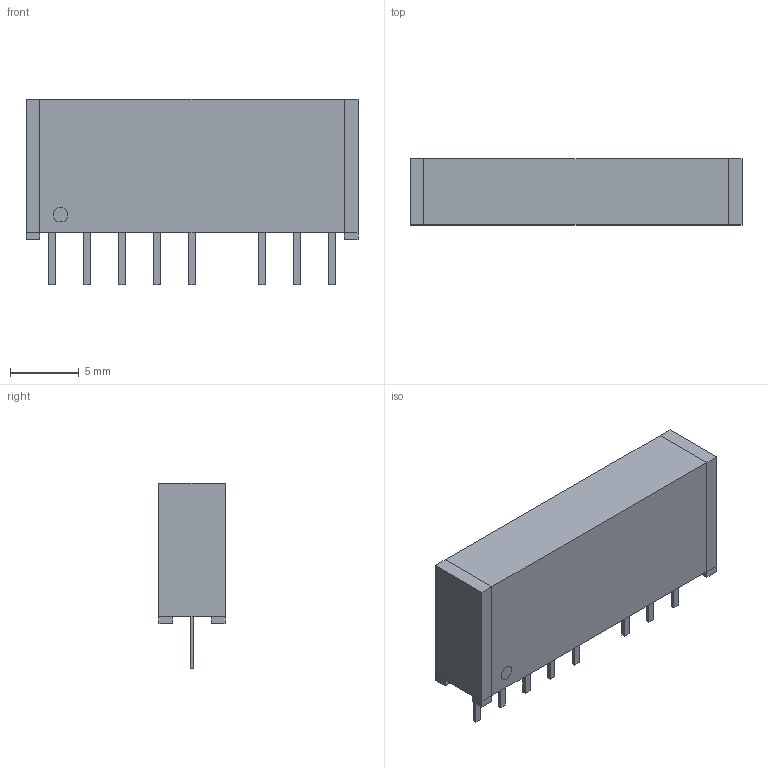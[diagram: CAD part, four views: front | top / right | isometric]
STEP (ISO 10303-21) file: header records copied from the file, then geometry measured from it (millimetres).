
FILE_DESCRIPTION((''),'2;1');
FILE_NAME('REL_PICKERING_107-2-C.stp','2011-05-31T14:36:16',(''),(''),'Mechanical Desktop 2011','Mechanical Desktop 2011',', , ');
FILE_SCHEMA(('AUTOMOTIVE_DESIGN { 1 2 10303 214 1 1 1 1 }'));
Length unit declared in the file: millimetre
Products named in the file (1): Product
Bounding box: 24.1 x 4.8 x 13.49 mm (x, y, z)
Volume: 1127.2 mm3; surface area: 1045 mm2
Topology: 16 solids, 16 shells, 97 faces, 192 edges, 128 vertices
Faces by surface type: plane 79, bspline 14, cylinder 4
Entity records: 2491 total; most frequent: CARTESIAN_POINT 460, ORIENTED_EDGE 384, DIRECTION 368, EDGE_CURVE 192, VECTOR 184, LINE 184, VERTEX_POINT 128, EDGE_LOOP 98
